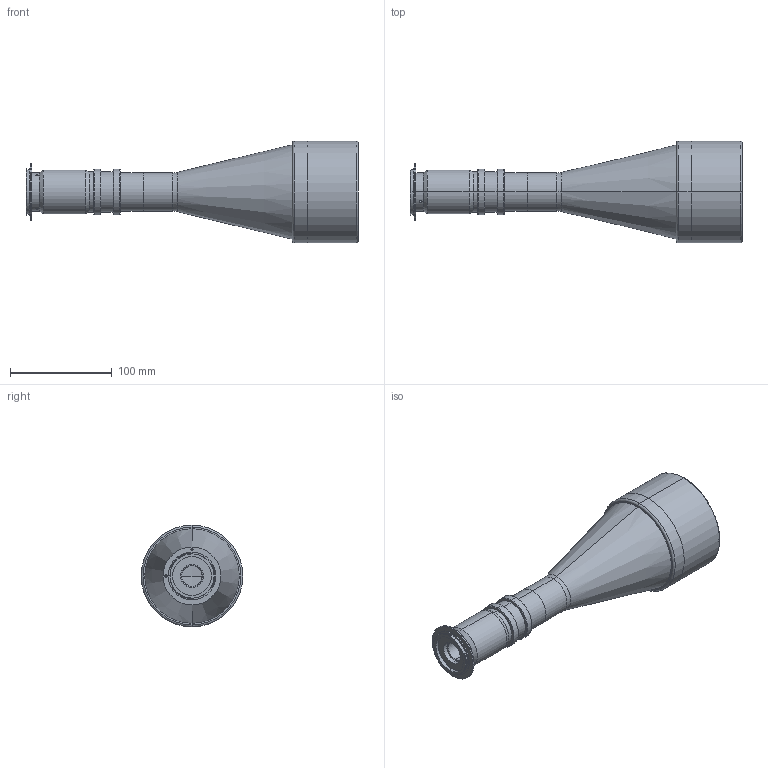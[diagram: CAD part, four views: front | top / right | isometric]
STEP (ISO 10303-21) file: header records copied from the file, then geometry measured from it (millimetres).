
FILE_DESCRIPTION (( 'STEP AP214' ), '1' );
FILE_NAME ('4M64_F.STEP', '2013-04-29T15:16:55', ( 'Work' ), ( '' ), 'SwSTEP 2.0', 'SolidWorks 2013', '' );
FILE_SCHEMA (( 'AUTOMOTIVE_DESIGN' ));
Length unit declared in the file: millimetre
Products named in the file (1): 4M64_F
Bounding box: 326.92 x 100 x 100 mm (x, y, z)
Surface area: 94260.9 mm2 (no closed solid volume)
Topology: 0 solids, 10 shells, 125 faces, 348 edges, 238 vertices
Faces by surface type: cylinder 62, plane 30, cone 25, torus 6, sphere 2
Entity records: 5891 total; most frequent: CARTESIAN_POINT 1202, DIRECTION 755, ORIENTED_EDGE 585, EDGE_CURVE 348, AXIS2_PLACEMENT_3D 313, VERTEX_POINT 238, CIRCLE 187, EDGE_LOOP 156
